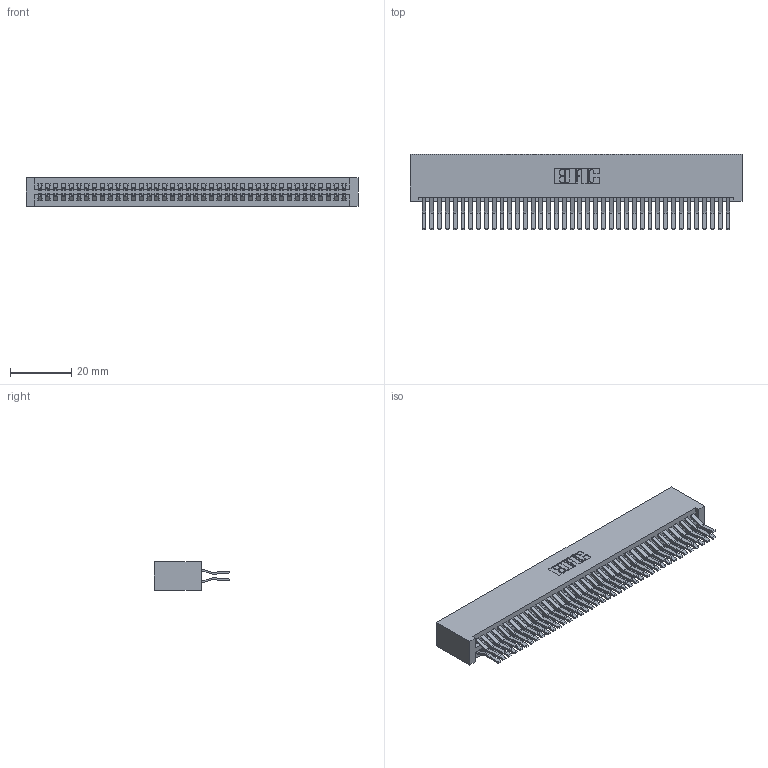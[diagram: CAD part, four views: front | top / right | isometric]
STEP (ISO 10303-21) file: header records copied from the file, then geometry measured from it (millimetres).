
FILE_DESCRIPTION (( 'STEP AP203' ), '1' );
FILE_NAME ('345-080-560-201.STEP', '2018-10-03T20:33:59', ( '' ), ( '' ), 'SwSTEP 2.0', 'SolidWorks 2016', '' );
FILE_SCHEMA (( 'CONFIG_CONTROL_DESIGN' ));
Length unit declared in the file: inch
Products named in the file (3): 345 Part_No Mounting Lugs; 345-292-001_560 Tail; 345-080-560-201
Assembly tree (81 placements, depth 2):
  345-080-560-201
    345 Part_No Mounting Lugs
    345-292-001_560 Tail  x80
Bounding box: 108.2 x 24.45 x 9.4 mm (x, y, z)
Volume: 11632.8 mm3; surface area: 18808.3 mm2
Topology: 81 solids, 81 shells, 4278 faces, 12717 edges, 8370 vertices
Faces by surface type: plane 2716, cylinder 1562
Entity records: 31465 total; most frequent: CARTESIAN_POINT 5276, ORIENTED_EDGE 5210, DIRECTION 4653, EDGE_CURVE 2605, LINE 2317, VECTOR 2317, VERTEX_POINT 1734, AXIS2_PLACEMENT_3D 1168
